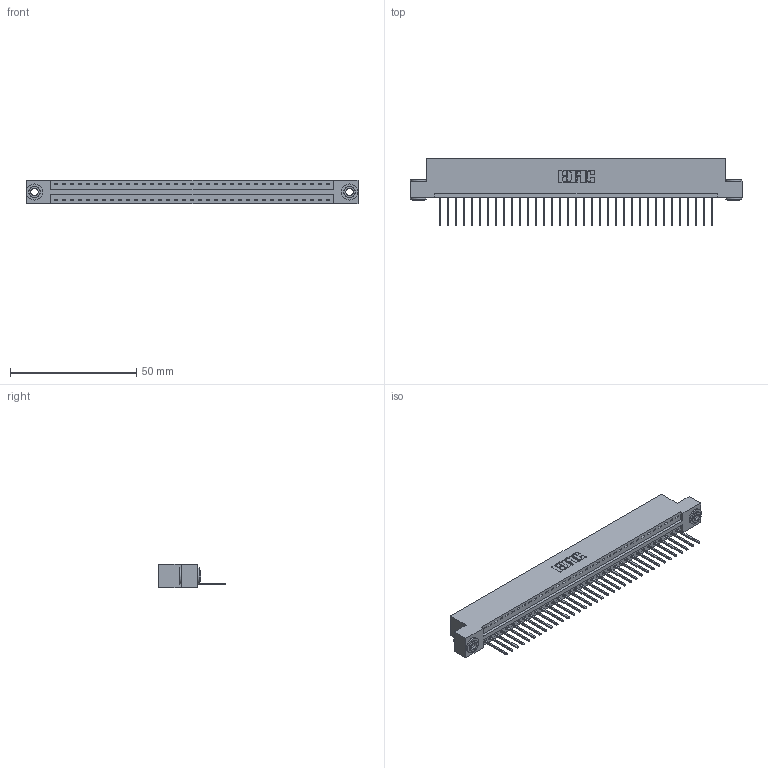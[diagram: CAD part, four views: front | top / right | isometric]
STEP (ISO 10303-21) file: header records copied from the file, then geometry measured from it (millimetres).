
FILE_DESCRIPTION (( 'STEP AP203' ), '1' );
FILE_NAME ('346-035-522-103.STEP', '2018-08-23T23:57:25', ( '' ), ( '' ), 'SwSTEP 2.0', 'SolidWorks 2016', '' );
FILE_SCHEMA (( 'CONFIG_CONTROL_DESIGN' ));
Length unit declared in the file: inch
Products named in the file (4): 345-292-001_345-293-122; 345-250-002_345-250-002-102; 346-035-522-103; 346 Part_Flush Mounting Lugs - 0.156 Dia-TH
Assembly tree (38 placements, depth 2):
  346-035-522-103
    346 Part_Flush Mounting Lugs - 0.156 Dia-TH
    345-292-001_345-293-122  x35
    345-250-002_345-250-002-102  x2
Bounding box: 131.7 x 26.42 x 9.4 mm (x, y, z)
Volume: 12582.1 mm3; surface area: 15998.4 mm2
Topology: 38 solids, 38 shells, 2190 faces, 6565 edges, 4326 vertices
Faces by surface type: plane 1486, cylinder 696, cone 8
Entity records: 23332 total; most frequent: CARTESIAN_POINT 3980, ORIENTED_EDGE 3942, DIRECTION 3551, EDGE_CURVE 1971, VECTOR 1675, LINE 1675, VERTEX_POINT 1310, AXIS2_PLACEMENT_3D 938
